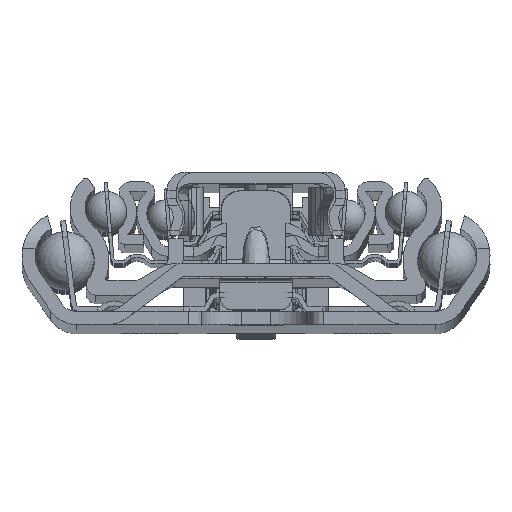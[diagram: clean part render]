
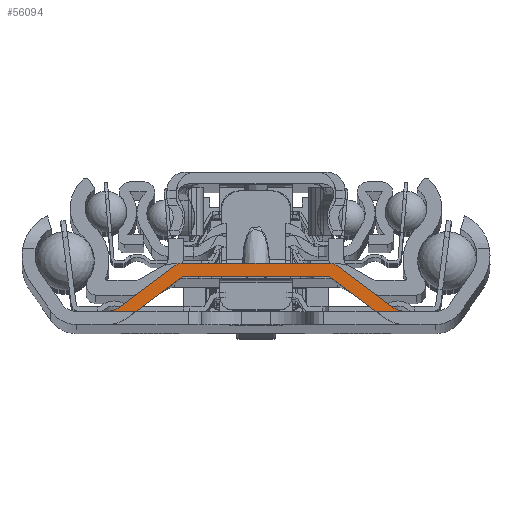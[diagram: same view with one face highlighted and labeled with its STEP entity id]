
A CAD part, top view. The second image highlights one B-rep face of the part: STEP entity #56094.
In plain terms, the highlighted planar face has unit normal (0, 0, 1).
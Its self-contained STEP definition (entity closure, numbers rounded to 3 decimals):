
#984=PLANE('',#59636);
#2650=LINE('',#84623,#8270);
#2675=LINE('',#84686,#8295);
#2679=LINE('',#84699,#8299);
#2684=LINE('',#84711,#8304);
#2690=LINE('',#84723,#8310);
#2692=LINE('',#84732,#8312);
#2698=LINE('',#84744,#8318);
#2699=LINE('',#84745,#8319);
#8270=VECTOR('',#65789,10.);
#8295=VECTOR('',#65854,10.);
#8299=VECTOR('',#65870,10.);
#8304=VECTOR('',#65883,10.);
#8310=VECTOR('',#65895,10.);
#8312=VECTOR('',#65905,10.);
#8318=VECTOR('',#65919,10.);
#8319=VECTOR('',#65920,10.);
#15200=FACE_OUTER_BOUND('',#18175,.T.);
#18175=EDGE_LOOP('',(#39189,#39190,#39191,#39192,#39193,#39194,#39195,#39196,
#39197,#39198,#39199,#39200,#39201,#39202));
#21277=CIRCLE('',#59613,3.);
#21279=CIRCLE('',#59617,2.);
#21281=CIRCLE('',#59620,2.);
#21282=CIRCLE('',#59623,3.);
#21283=CIRCLE('',#59627,0.25);
#21284=CIRCLE('',#59630,0.25);
#24342=VERTEX_POINT('',#84620);
#24343=VERTEX_POINT('',#84622);
#24357=VERTEX_POINT('',#84676);
#24358=VERTEX_POINT('',#84677);
#24361=VERTEX_POINT('',#84685);
#24363=VERTEX_POINT('',#84694);
#24364=VERTEX_POINT('',#84698);
#24365=VERTEX_POINT('',#84702);
#24366=VERTEX_POINT('',#84709);
#24367=VERTEX_POINT('',#84710);
#24368=VERTEX_POINT('',#84715);
#24370=VERTEX_POINT('',#84721);
#24371=VERTEX_POINT('',#84725);
#24373=VERTEX_POINT('',#84731);
#30176=EDGE_CURVE('',#24342,#24343,#2650,.T.);
#30203=EDGE_CURVE('',#24357,#24358,#21277,.T.);
#30207=EDGE_CURVE('',#24361,#24357,#2675,.T.);
#30210=EDGE_CURVE('',#24343,#24361,#21279,.T.);
#30212=EDGE_CURVE('',#24363,#24342,#21281,.T.);
#30214=EDGE_CURVE('',#24364,#24363,#2679,.T.);
#30216=EDGE_CURVE('',#24365,#24364,#21282,.T.);
#30220=EDGE_CURVE('',#24366,#24367,#2684,.T.);
#30223=EDGE_CURVE('',#24368,#24366,#21283,.T.);
#30227=EDGE_CURVE('',#24370,#24368,#2690,.T.);
#30228=EDGE_CURVE('',#24371,#24370,#21284,.T.);
#30231=EDGE_CURVE('',#24373,#24371,#2692,.T.);
#30238=EDGE_CURVE('',#24367,#24365,#2698,.T.);
#30239=EDGE_CURVE('',#24358,#24373,#2699,.T.);
#39189=ORIENTED_EDGE('',*,*,#30238,.F.);
#39190=ORIENTED_EDGE('',*,*,#30220,.F.);
#39191=ORIENTED_EDGE('',*,*,#30223,.F.);
#39192=ORIENTED_EDGE('',*,*,#30227,.F.);
#39193=ORIENTED_EDGE('',*,*,#30228,.F.);
#39194=ORIENTED_EDGE('',*,*,#30231,.F.);
#39195=ORIENTED_EDGE('',*,*,#30239,.F.);
#39196=ORIENTED_EDGE('',*,*,#30203,.F.);
#39197=ORIENTED_EDGE('',*,*,#30207,.F.);
#39198=ORIENTED_EDGE('',*,*,#30210,.F.);
#39199=ORIENTED_EDGE('',*,*,#30176,.F.);
#39200=ORIENTED_EDGE('',*,*,#30212,.F.);
#39201=ORIENTED_EDGE('',*,*,#30214,.F.);
#39202=ORIENTED_EDGE('',*,*,#30216,.F.);
#56094=ADVANCED_FACE('',(#15200),#984,.T.);
#59613=AXIS2_PLACEMENT_3D('',#84678,#65846,#65847);
#59617=AXIS2_PLACEMENT_3D('',#84691,#65859,#65860);
#59620=AXIS2_PLACEMENT_3D('',#84695,#65865,#65866);
#59623=AXIS2_PLACEMENT_3D('',#84703,#65874,#65875);
#59627=AXIS2_PLACEMENT_3D('',#84716,#65888,#65889);
#59630=AXIS2_PLACEMENT_3D('',#84726,#65898,#65899);
#59636=AXIS2_PLACEMENT_3D('',#84743,#65917,#65918);
#65789=DIRECTION('',(1.,0.,0.));
#65846=DIRECTION('center_axis',(0.,0.,1.));
#65847=DIRECTION('ref_axis',(0.,1.,0.));
#65854=DIRECTION('',(0.8,-0.6,0.));
#65859=DIRECTION('center_axis',(0.,0.,-1.));
#65860=DIRECTION('ref_axis',(0.,1.,0.));
#65865=DIRECTION('center_axis',(0.,0.,-1.));
#65866=DIRECTION('ref_axis',(-0.6,0.8,0.));
#65870=DIRECTION('',(0.8,0.6,0.));
#65874=DIRECTION('center_axis',(0.,0.,
1.));
#65875=DIRECTION('ref_axis',(-0.6,0.8,0.));
#65883=DIRECTION('',(-0.8,-0.6,0.));
#65888=DIRECTION('center_axis',(0.,0.,
1.));
#65889=DIRECTION('ref_axis',(0.6,-0.8,0.));
#65895=DIRECTION('',(-1.,0.,0.));
#65898=DIRECTION('center_axis',(0.,0.,1.));
#65899=DIRECTION('ref_axis',(0.,-1.,0.));
#65905=DIRECTION('',(-0.8,0.6,0.));
#65917=DIRECTION('center_axis',(0.,0.,
1.));
#65918=DIRECTION('ref_axis',(1.,0.,0.));
#65919=DIRECTION('',(-1.,0.,0.));
#65920=DIRECTION('',(-1.,0.,0.));
#84620=CARTESIAN_POINT('',(-11.106,9.3,800.));
#84622=CARTESIAN_POINT('',(11.106,9.3,800.));
#84623=CARTESIAN_POINT('',(-11.106,9.3,800.));
#84676=CARTESIAN_POINT('',(20.699,2.601,800.));
#84677=CARTESIAN_POINT('',(22.5,2.,800.));
#84678=CARTESIAN_POINT('Origin',(22.5,5.,800.));
#84685=CARTESIAN_POINT('',(12.307,8.9,800.));
#84686=CARTESIAN_POINT('',(12.307,8.9,800.));
#84691=CARTESIAN_POINT('Origin',(11.106,7.3,800.));
#84694=CARTESIAN_POINT('',(-12.307,8.9,800.));
#84695=CARTESIAN_POINT('Origin',(-11.106,7.3,800.));
#84698=CARTESIAN_POINT('',(-20.699,2.601,800.));
#84699=CARTESIAN_POINT('',(-20.699,2.601,800.));
#84702=CARTESIAN_POINT('',(-22.5,2.,800.));
#84703=CARTESIAN_POINT('Origin',(-22.5,5.,800.));
#84709=CARTESIAN_POINT('',(-11.173,7.25,800.));
#84710=CARTESIAN_POINT('',(-18.168,2.,800.));
#84711=CARTESIAN_POINT('',(-11.173,7.25,800.));
#84715=CARTESIAN_POINT('',(-11.023,7.3,800.));
#84716=CARTESIAN_POINT('Origin',(-11.023,7.05,800.));
#84721=CARTESIAN_POINT('',(11.023,7.3,800.));
#84723=CARTESIAN_POINT('',(11.023,7.3,800.));
#84725=CARTESIAN_POINT('',(11.173,7.25,800.));
#84726=CARTESIAN_POINT('Origin',(11.023,7.05,800.));
#84731=CARTESIAN_POINT('',(18.168,2.,800.));
#84732=CARTESIAN_POINT('',(19.499,1.001,800.));
#84743=CARTESIAN_POINT('Origin',(0.,6.058,
800.));
#84744=CARTESIAN_POINT('',(-2.473,2.,800.));
#84745=CARTESIAN_POINT('',(-2.473,2.,800.));
